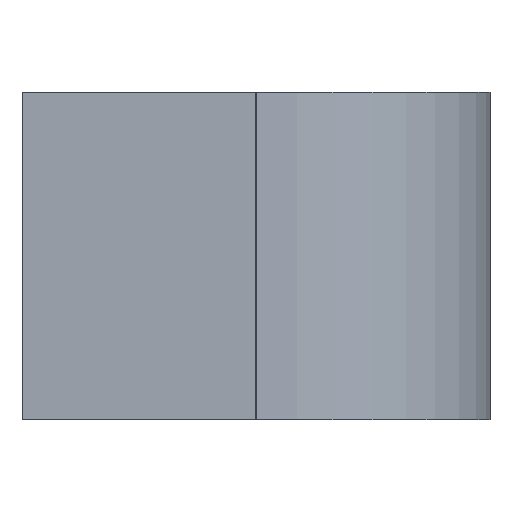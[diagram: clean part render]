
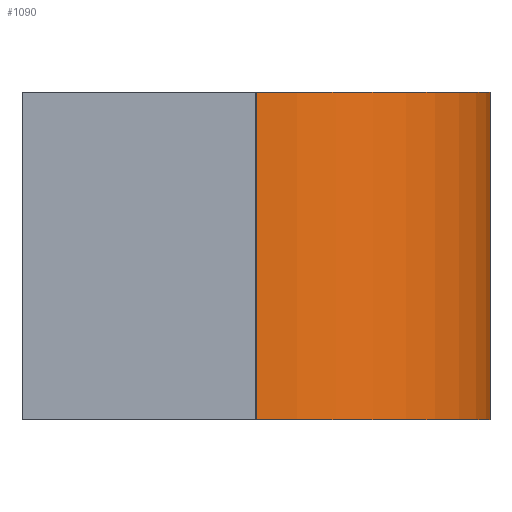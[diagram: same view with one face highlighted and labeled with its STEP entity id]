
A CAD part, left-side view. The second image highlights one B-rep face of the part: STEP entity #1090.
In plain terms, the highlighted cylindrical face has radius 0.5 mm (diameter 1 mm), a partial arc.
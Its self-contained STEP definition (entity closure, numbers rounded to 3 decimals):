
#963 = VERTEX_POINT('',#964);
#964 = CARTESIAN_POINT('',(-1.05,-0.325,0.7));
#972 = VERTEX_POINT('',#973);
#973 = CARTESIAN_POINT('',(-1.05,-0.325,
    0.));
#979 = EDGE_CURVE('',#972,#963,#980,.T.);
#980 = LINE('',#981,#982);
#981 = CARTESIAN_POINT('',(-1.05,-0.325,
    0.));
#982 = VECTOR('',#983,1.);
#983 = DIRECTION('',(0.,0.,1.));
#1012 = VERTEX_POINT('',#1013);
#1013 = CARTESIAN_POINT('',(-0.55,-0.825,
    0.));
#1019 = EDGE_CURVE('',#1012,#972,#1020,.T.);
#1020 = CIRCLE('',#1021,0.5);
#1021 = AXIS2_PLACEMENT_3D('',#1022,#1023,#1024);
#1022 = CARTESIAN_POINT('',(-0.55,-0.325,
    0.));
#1023 = DIRECTION('',(0.,0.,-1.));
#1024 = DIRECTION('',(0.,1.,0.));
#1060 = EDGE_CURVE('',#963,#1061,#1063,.T.);
#1061 = VERTEX_POINT('',#1062);
#1062 = CARTESIAN_POINT('',(-0.55,-0.825,0.7));
#1063 = CIRCLE('',#1064,0.5);
#1064 = AXIS2_PLACEMENT_3D('',#1065,#1066,#1067);
#1065 = CARTESIAN_POINT('',(-0.55,-0.325,0.7));
#1066 = DIRECTION('',(0.,0.,1.));
#1067 = DIRECTION('',(0.,1.,0.));
#1090 = ADVANCED_FACE('',(#1091),#1102,.T.);
#1091 = FACE_BOUND('',#1092,.T.);
#1092 = EDGE_LOOP('',(#1093,#1099,#1100,#1101));
#1093 = ORIENTED_EDGE('',*,*,#1094,.T.);
#1094 = EDGE_CURVE('',#1012,#1061,#1095,.T.);
#1095 = LINE('',#1096,#1097);
#1096 = CARTESIAN_POINT('',(-0.55,-0.825,0.35));
#1097 = VECTOR('',#1098,1.);
#1098 = DIRECTION('',(0.,0.,1.));
#1099 = ORIENTED_EDGE('',*,*,#1060,.F.);
#1100 = ORIENTED_EDGE('',*,*,#979,.F.);
#1101 = ORIENTED_EDGE('',*,*,#1019,.F.);
#1102 = CYLINDRICAL_SURFACE('',#1103,0.5);
#1103 = AXIS2_PLACEMENT_3D('',#1104,#1105,#1106);
#1104 = CARTESIAN_POINT('',(-0.55,-0.325,
    0.));
#1105 = DIRECTION('',(0.,0.,1.));
#1106 = DIRECTION('',(0.,1.,0.));
